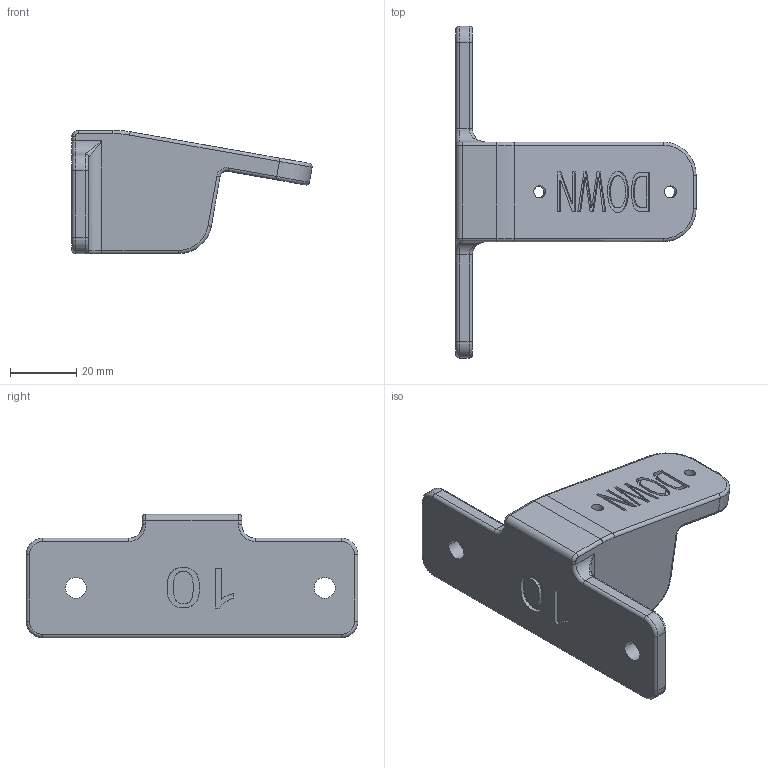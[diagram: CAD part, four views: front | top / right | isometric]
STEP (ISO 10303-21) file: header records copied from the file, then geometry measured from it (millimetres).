
FILE_DESCRIPTION(/* description */ (''),/* implementation_level */ '2;1');
FILE_NAME(/* name */ '底部相机支架_10度_20240912.stp',/* time_stamp */ '2024-09-12T10:48:42+08:00',/* author */ (''),/* organization */ (''),/* preprocessor_version */ 'ST-DEVELOPER v16.7',/* originating_system */ 'SIEMENS PLM Software NX 12.0',/* authorisation */ '');
FILE_SCHEMA (('AUTOMOTIVE_DESIGN { 1 0 10303 214 3 1 1 1 }'));
Length unit declared in the file: millimetre
Products named in the file (1): 底部相机支架_10度
Bounding box: 72.39 x 100 x 37.19 mm (x, y, z)
Volume: 42710.7 mm3; surface area: 16576.1 mm2
Topology: 1 solids, 1 shells, 166 faces, 391 edges, 236 vertices
Faces by surface type: cylinder 59, plane 55, torus 28, extrusion 18, bspline 6
Full cylindrical faces by diameter (mm): 3.6 x2, 6 x2
Entity records: 5291 total; most frequent: CARTESIAN_POINT 1552, ORIENTED_EDGE 770, DIRECTION 753, EDGE_CURVE 385, AXIS2_PLACEMENT_3D 293, VERTEX_POINT 236, EDGE_LOOP 189, VECTOR 167
